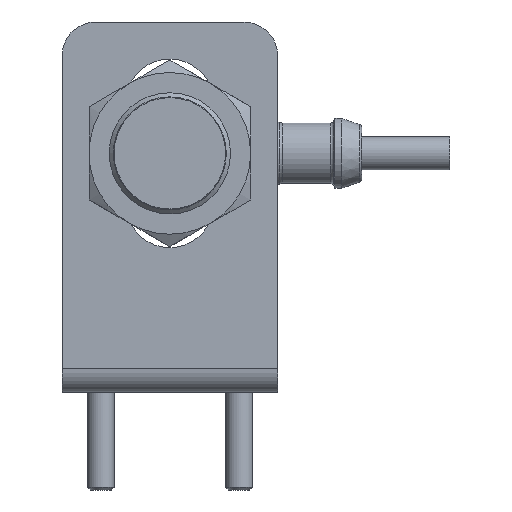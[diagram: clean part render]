
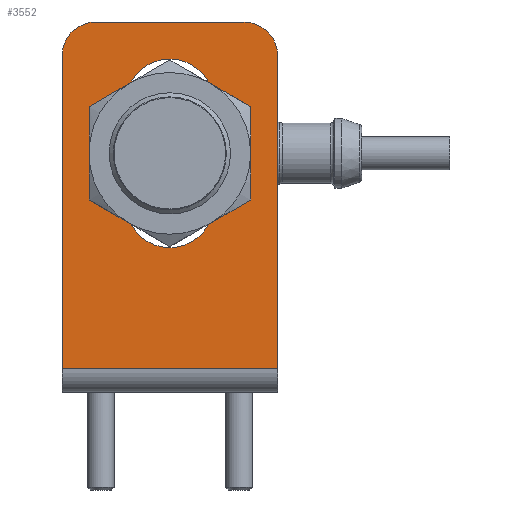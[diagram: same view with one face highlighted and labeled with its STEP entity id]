
A CAD part, front view. The second image highlights one B-rep face of the part: STEP entity #3552.
In plain terms, the highlighted planar face has unit normal (0, -1, 0).
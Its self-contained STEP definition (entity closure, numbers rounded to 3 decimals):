
#124=FACE_BOUND('',#810,.T.);
#287=PLANE('',#4005);
#554=FACE_OUTER_BOUND('',#809,.T.);
#809=EDGE_LOOP('',(#3226,#3227,#3228,#3229,#3230,#3231));
#810=EDGE_LOOP('',(#3232,#3233,#3234,#3235));
#967=LINE('',#6893,#1150);
#971=LINE('',#6905,#1154);
#974=LINE('',#6918,#1157);
#978=LINE('',#6947,#1161);
#990=LINE('',#6993,#1173);
#994=LINE('',#7007,#1177);
#1150=VECTOR('',#4941,1.);
#1154=VECTOR('',#4953,1.);
#1157=VECTOR('',#4968,1.);
#1161=VECTOR('',#4996,1.);
#1173=VECTOR('',#5038,1.);
#1177=VECTOR('',#5054,1.);
#1377=CIRCLE('',#3962,6.5);
#1379=CIRCLE('',#3966,6.5);
#1406=CIRCLE('',#4001,5.);
#1407=CIRCLE('',#4004,5.);
#1689=VERTEX_POINT('',#6890);
#1690=VERTEX_POINT('',#6892);
#1692=VERTEX_POINT('',#6898);
#1694=VERTEX_POINT('',#6904);
#1695=VERTEX_POINT('',#6911);
#1698=VERTEX_POINT('',#6916);
#1711=VERTEX_POINT('',#6946);
#1730=VERTEX_POINT('',#6991);
#1733=VERTEX_POINT('',#7001);
#1734=VERTEX_POINT('',#7005);
#2180=EDGE_CURVE('',#1690,#1689,#967,.T.);
#2183=EDGE_CURVE('',#1692,#1690,#1377,.T.);
#2186=EDGE_CURVE('',#1694,#1692,#971,.T.);
#2189=EDGE_CURVE('',#1689,#1694,#1379,.T.);
#2193=EDGE_CURVE('',#1698,#1695,#974,.T.);
#2207=EDGE_CURVE('',#1695,#1711,#978,.T.);
#2231=EDGE_CURVE('',#1698,#1730,#990,.T.);
#2236=EDGE_CURVE('',#1733,#1730,#1406,.T.);
#2238=EDGE_CURVE('',#1733,#1734,#994,.T.);
#2239=EDGE_CURVE('',#1711,#1734,#1407,.T.);
#3226=ORIENTED_EDGE('',*,*,#2193,.F.);
#3227=ORIENTED_EDGE('',*,*,#2231,.T.);
#3228=ORIENTED_EDGE('',*,*,#2236,.F.);
#3229=ORIENTED_EDGE('',*,*,#2238,.T.);
#3230=ORIENTED_EDGE('',*,*,#2239,.F.);
#3231=ORIENTED_EDGE('',*,*,#2207,.F.);
#3232=ORIENTED_EDGE('',*,*,#2186,.T.);
#3233=ORIENTED_EDGE('',*,*,#2183,.T.);
#3234=ORIENTED_EDGE('',*,*,#2180,.T.);
#3235=ORIENTED_EDGE('',*,*,#2189,.T.);
#3552=ADVANCED_FACE('',(#554,#124),#287,.T.);
#3962=AXIS2_PLACEMENT_3D('',#6899,#4947,#4948);
#3966=AXIS2_PLACEMENT_3D('',#6909,#4959,#4960);
#4001=AXIS2_PLACEMENT_3D('',#7003,#5049,#5050);
#4004=AXIS2_PLACEMENT_3D('',#7009,#5057,#5058);
#4005=AXIS2_PLACEMENT_3D('',#7010,#5059,#5060);
#4941=DIRECTION('',(0.,0.,-1.));
#4947=DIRECTION('center_axis',(0.,1.,0.));
#4948=DIRECTION('ref_axis',(1.,0.,0.));
#4953=DIRECTION('',(0.,0.,1.));
#4959=DIRECTION('center_axis',(0.,1.,0.));
#4960=DIRECTION('ref_axis',(-1.,0.,0.));
#4968=DIRECTION('',(-1.,0.,0.));
#4996=DIRECTION('',(0.,0.,1.));
#5038=DIRECTION('',(0.,0.,1.));
#5049=DIRECTION('center_axis',(0.,1.,0.));
#5050=DIRECTION('ref_axis',(0.707,0.,0.707));
#5054=DIRECTION('',(-1.,0.,0.));
#5057=DIRECTION('center_axis',(0.,1.,0.));
#5058=DIRECTION('ref_axis',(-0.707,0.,0.707));
#5059=DIRECTION('center_axis',(0.,-1.,0.));
#5060=DIRECTION('ref_axis',(0.,0.,1.));
#6890=CARTESIAN_POINT('',(6.5,-18.,28.));
#6892=CARTESIAN_POINT('',(6.5,-18.,43.));
#6893=CARTESIAN_POINT('',(6.5,-18.,14.));
#6898=CARTESIAN_POINT('',(-6.5,-18.,43.));
#6899=CARTESIAN_POINT('Origin',(0.,-18.,
43.));
#6904=CARTESIAN_POINT('',(-6.5,-18.,28.));
#6905=CARTESIAN_POINT('',(-6.5,-18.,21.5));
#6909=CARTESIAN_POINT('Origin',(0.,-18.,
28.));
#6911=CARTESIAN_POINT('',(-16.,-18.,3.52));
#6916=CARTESIAN_POINT('',(16.,-18.,3.52));
#6918=CARTESIAN_POINT('',(27.655,-18.,3.52));
#6946=CARTESIAN_POINT('',(-16.,-18.,50.));
#6947=CARTESIAN_POINT('',(-16.,-18.,10.));
#6991=CARTESIAN_POINT('',(16.,-18.,50.));
#6993=CARTESIAN_POINT('',(16.,-18.,10.));
#7001=CARTESIAN_POINT('',(11.,-18.,55.));
#7003=CARTESIAN_POINT('Origin',(11.,-18.,50.));
#7005=CARTESIAN_POINT('',(-11.,-18.,55.));
#7007=CARTESIAN_POINT('',(16.,-18.,55.));
#7009=CARTESIAN_POINT('Origin',(-11.,-18.,50.));
#7010=CARTESIAN_POINT('Origin',(16.,-18.,0.));
